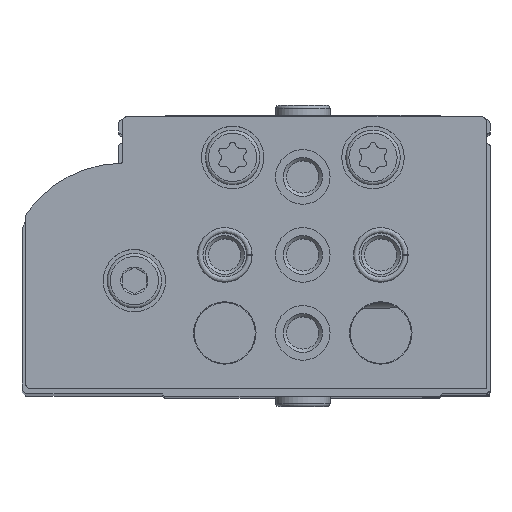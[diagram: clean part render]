
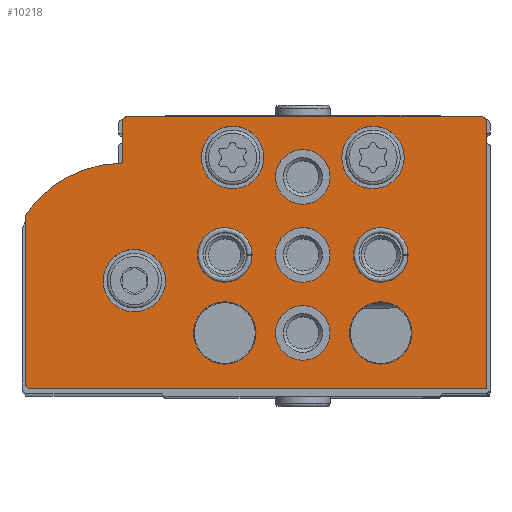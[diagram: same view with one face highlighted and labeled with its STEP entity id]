
A CAD part, top view. The second image highlights one B-rep face of the part: STEP entity #10218.
In plain terms, the highlighted face is planar.
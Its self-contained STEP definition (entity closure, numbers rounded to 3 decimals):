
#1043=LINE('',#17285,#1804);
#1045=LINE('',#17289,#1806);
#1048=LINE('',#17297,#1809);
#1053=LINE('',#17313,#1814);
#1056=LINE('',#17321,#1817);
#1804=VECTOR('',#13998,1000.);
#1806=VECTOR('',#14002,1000.);
#1809=VECTOR('',#14011,1000.);
#1814=VECTOR('',#14030,1000.);
#1817=VECTOR('',#14039,1000.);
#3906=ORIENTED_EDGE('',*,*,#5724,.T.);
#3907=ORIENTED_EDGE('',*,*,#5725,.T.);
#3908=ORIENTED_EDGE('',*,*,#5726,.T.);
#3909=ORIENTED_EDGE('',*,*,#5727,.T.);
#3910=ORIENTED_EDGE('',*,*,#5728,.T.);
#3911=ORIENTED_EDGE('',*,*,#5729,.T.);
#3912=ORIENTED_EDGE('',*,*,#5730,.T.);
#3913=ORIENTED_EDGE('',*,*,#5731,.T.);
#3914=ORIENTED_EDGE('',*,*,#5732,.T.);
#3915=ORIENTED_EDGE('',*,*,#5733,.T.);
#3916=ORIENTED_EDGE('',*,*,#5701,.F.);
#3917=ORIENTED_EDGE('',*,*,#5722,.F.);
#3918=ORIENTED_EDGE('',*,*,#5720,.F.);
#3919=ORIENTED_EDGE('',*,*,#5718,.F.);
#3920=ORIENTED_EDGE('',*,*,#5716,.T.);
#3921=ORIENTED_EDGE('',*,*,#5714,.F.);
#3922=ORIENTED_EDGE('',*,*,#5712,.F.);
#3923=ORIENTED_EDGE('',*,*,#5710,.F.);
#3924=ORIENTED_EDGE('',*,*,#5708,.F.);
#3925=ORIENTED_EDGE('',*,*,#5706,.F.);
#3926=ORIENTED_EDGE('',*,*,#5704,.F.);
#5701=EDGE_CURVE('',#6819,#6820,#7448,.T.);
#5704=EDGE_CURVE('',#6820,#6821,#1043,.T.);
#5706=EDGE_CURVE('',#6821,#6822,#1045,.T.);
#5708=EDGE_CURVE('',#6822,#6823,#7449,.T.);
#5710=EDGE_CURVE('',#6823,#6824,#1048,.T.);
#5712=EDGE_CURVE('',#6824,#6825,#7450,.T.);
#5714=EDGE_CURVE('',#6825,#6826,#7451,.T.);
#5716=EDGE_CURVE('',#6827,#6826,#7452,.T.);
#5718=EDGE_CURVE('',#6827,#6828,#1053,.T.);
#5720=EDGE_CURVE('',#6828,#6829,#7453,.T.);
#5722=EDGE_CURVE('',#6829,#6819,#1056,.T.);
#5724=EDGE_CURVE('',#6830,#6830,#7454,.T.);
#5725=EDGE_CURVE('',#6831,#6831,#7455,.T.);
#5726=EDGE_CURVE('',#6832,#6832,#7456,.T.);
#5727=EDGE_CURVE('',#6833,#6833,#7457,.T.);
#5728=EDGE_CURVE('',#6834,#6834,#7458,.T.);
#5729=EDGE_CURVE('',#6835,#6835,#7459,.T.);
#5730=EDGE_CURVE('',#6836,#6836,#7460,.T.);
#5731=EDGE_CURVE('',#6837,#6837,#7461,.T.);
#5732=EDGE_CURVE('',#6838,#6838,#7462,.T.);
#5733=EDGE_CURVE('',#6839,#6839,#7463,.T.);
#6819=VERTEX_POINT('',#17280);
#6820=VERTEX_POINT('',#17281);
#6821=VERTEX_POINT('',#17286);
#6822=VERTEX_POINT('',#17290);
#6823=VERTEX_POINT('',#17294);
#6824=VERTEX_POINT('',#17298);
#6825=VERTEX_POINT('',#17302);
#6826=VERTEX_POINT('',#17306);
#6827=VERTEX_POINT('',#17310);
#6828=VERTEX_POINT('',#17314);
#6829=VERTEX_POINT('',#17318);
#6830=VERTEX_POINT('',#17325);
#6831=VERTEX_POINT('',#17327);
#6832=VERTEX_POINT('',#17329);
#6833=VERTEX_POINT('',#17331);
#6834=VERTEX_POINT('',#17333);
#6835=VERTEX_POINT('',#17335);
#6836=VERTEX_POINT('',#17337);
#6837=VERTEX_POINT('',#17339);
#6838=VERTEX_POINT('',#17341);
#6839=VERTEX_POINT('',#17343);
#7448=CIRCLE('',#11428,0.5);
#7449=CIRCLE('',#11432,0.5);
#7450=CIRCLE('',#11435,1.);
#7451=CIRCLE('',#11437,15.);
#7452=CIRCLE('',#11439,0.3);
#7453=CIRCLE('',#11442,0.5);
#7454=CIRCLE('',#11445,4.);
#7455=CIRCLE('',#11446,4.);
#7456=CIRCLE('',#11447,4.);
#7457=CIRCLE('',#11448,3.5);
#7458=CIRCLE('',#11449,3.5);
#7459=CIRCLE('',#11450,3.5);
#7460=CIRCLE('',#11451,3.5);
#7461=CIRCLE('',#11452,3.5);
#7462=CIRCLE('',#11453,4.);
#7463=CIRCLE('',#11454,4.);
#8234=EDGE_LOOP('',(#3906));
#8235=EDGE_LOOP('',(#3907));
#8236=EDGE_LOOP('',(#3908));
#8237=EDGE_LOOP('',(#3909));
#8238=EDGE_LOOP('',(#3910));
#8239=EDGE_LOOP('',(#3911));
#8240=EDGE_LOOP('',(#3912));
#8241=EDGE_LOOP('',(#3913));
#8242=EDGE_LOOP('',(#3914));
#8243=EDGE_LOOP('',(#3915));
#8244=EDGE_LOOP('',(#3916,#3917,#3918,#3919,#3920,#3921,#3922,#3923,#3924,
#3925,#3926));
#9164=FACE_BOUND('',#8234,.T.);
#9165=FACE_BOUND('',#8235,.T.);
#9166=FACE_BOUND('',#8236,.T.);
#9167=FACE_BOUND('',#8237,.T.);
#9168=FACE_BOUND('',#8238,.T.);
#9169=FACE_BOUND('',#8239,.T.);
#9170=FACE_BOUND('',#8240,.T.);
#9171=FACE_BOUND('',#8241,.T.);
#9172=FACE_BOUND('',#8242,.T.);
#9173=FACE_BOUND('',#8243,.T.);
#9174=FACE_BOUND('',#8244,.T.);
#9723=PLANE('',#11444);
#10218=ADVANCED_FACE('',(#9164,#9165,#9166,#9167,#9168,#9169,#9170,#9171,
#9172,#9173,#9174),#9723,.F.);
#11428=AXIS2_PLACEMENT_3D('',#17279,#13992,#13993);
#11432=AXIS2_PLACEMENT_3D('',#17293,#14006,#14007);
#11435=AXIS2_PLACEMENT_3D('',#17301,#14015,#14016);
#11437=AXIS2_PLACEMENT_3D('',#17305,#14020,#14021);
#11439=AXIS2_PLACEMENT_3D('',#17309,#14025,#14026);
#11442=AXIS2_PLACEMENT_3D('',#17317,#14034,#14035);
#11444=AXIS2_PLACEMENT_3D('',#17323,#14041,#14042);
#11445=AXIS2_PLACEMENT_3D('',#17324,#14043,#14044);
#11446=AXIS2_PLACEMENT_3D('',#17326,#14045,#14046);
#11447=AXIS2_PLACEMENT_3D('',#17328,#14047,#14048);
#11448=AXIS2_PLACEMENT_3D('',#17330,#14049,#14050);
#11449=AXIS2_PLACEMENT_3D('',#17332,#14051,#14052);
#11450=AXIS2_PLACEMENT_3D('',#17334,#14053,#14054);
#11451=AXIS2_PLACEMENT_3D('',#17336,#14055,#14056);
#11452=AXIS2_PLACEMENT_3D('',#17338,#14057,#14058);
#11453=AXIS2_PLACEMENT_3D('',#17340,#14059,#14060);
#11454=AXIS2_PLACEMENT_3D('',#17342,#14061,#14062);
#13992=DIRECTION('',(0.,0.,1.));
#13993=DIRECTION('',(1.,0.,0.));
#13998=DIRECTION('',(0.,-1.,0.));
#14002=DIRECTION('',(1.,0.,0.));
#14006=DIRECTION('',(0.,0.,1.));
#14007=DIRECTION('',(1.,0.,0.));
#14011=DIRECTION('',(0.,1.,0.));
#14015=DIRECTION('',(0.,0.,1.));
#14016=DIRECTION('',(1.,0.,0.));
#14020=DIRECTION('',(0.,0.,1.));
#14021=DIRECTION('',(1.,0.,0.));
#14025=DIRECTION('',(0.,0.,1.));
#14026=DIRECTION('',(1.,0.,0.));
#14030=DIRECTION('',(0.,1.,0.));
#14034=DIRECTION('',(0.,0.,1.));
#14035=DIRECTION('',(1.,0.,0.));
#14039=DIRECTION('',(-1.,0.,0.));
#14041=DIRECTION('',(0.,0.,1.));
#14042=DIRECTION('',(1.,0.,0.));
#14043=DIRECTION('',(0.,0.,1.));
#14044=DIRECTION('',(1.,0.,0.));
#14045=DIRECTION('',(0.,0.,1.));
#14046=DIRECTION('',(1.,0.,0.));
#14047=DIRECTION('',(0.,0.,1.));
#14048=DIRECTION('',(1.,0.,0.));
#14049=DIRECTION('',(0.,0.,1.));
#14050=DIRECTION('',(1.,0.,0.));
#14051=DIRECTION('',(0.,0.,1.));
#14052=DIRECTION('',(1.,0.,0.));
#14053=DIRECTION('',(0.,0.,1.));
#14054=DIRECTION('',(1.,0.,0.));
#14055=DIRECTION('',(0.,0.,1.));
#14056=DIRECTION('',(1.,0.,0.));
#14057=DIRECTION('',(0.,0.,1.));
#14058=DIRECTION('',(1.,0.,0.));
#14059=DIRECTION('',(0.,0.,1.));
#14060=DIRECTION('',(1.,0.,0.));
#14061=DIRECTION('',(0.,0.,1.));
#14062=DIRECTION('',(1.,0.,0.));
#17279=CARTESIAN_POINT('',(0.5,34.3,0.));
#17280=CARTESIAN_POINT('',(0.5,34.8,0.));
#17281=CARTESIAN_POINT('',(0.,34.3,0.));
#17285=CARTESIAN_POINT('',(0.,34.3,0.));
#17286=CARTESIAN_POINT('',(0.,0.,0.));
#17289=CARTESIAN_POINT('',(0.,0.,0.));
#17290=CARTESIAN_POINT('',(58.5,0.,0.));
#17293=CARTESIAN_POINT('',(58.5,0.5,0.));
#17294=CARTESIAN_POINT('',(59.,0.5,0.));
#17297=CARTESIAN_POINT('',(59.,0.5,0.));
#17298=CARTESIAN_POINT('',(59.,21.976,0.));
#17301=CARTESIAN_POINT('',(58.,21.976,0.));
#17302=CARTESIAN_POINT('',(58.814,22.557,0.));
#17305=CARTESIAN_POINT('',(46.6,13.85,0.));
#17306=CARTESIAN_POINT('',(46.894,28.847,0.));
#17309=CARTESIAN_POINT('',(46.9,29.147,0.));
#17310=CARTESIAN_POINT('',(46.6,29.147,0.));
#17313=CARTESIAN_POINT('',(46.6,29.147,0.));
#17314=CARTESIAN_POINT('',(46.6,34.3,0.));
#17317=CARTESIAN_POINT('',(46.1,34.3,0.));
#17318=CARTESIAN_POINT('',(46.1,34.8,0.));
#17321=CARTESIAN_POINT('',(46.1,34.8,0.));
#17323=CARTESIAN_POINT('',(0.5,34.3,0.));
#17324=CARTESIAN_POINT('',(45.1,13.8,0.));
#17325=CARTESIAN_POINT('',(49.1,13.8,0.));
#17326=CARTESIAN_POINT('',(32.5,29.6,0.));
#17327=CARTESIAN_POINT('',(36.5,29.6,0.));
#17328=CARTESIAN_POINT('',(14.5,29.6,0.));
#17329=CARTESIAN_POINT('',(18.5,29.6,0.));
#17330=CARTESIAN_POINT('',(23.5,27.1,0.));
#17331=CARTESIAN_POINT('',(27.,27.1,0.));
#17332=CARTESIAN_POINT('',(33.5,17.1,0.));
#17333=CARTESIAN_POINT('',(37.,17.1,0.));
#17334=CARTESIAN_POINT('',(23.5,17.1,0.));
#17335=CARTESIAN_POINT('',(27.,17.1,0.));
#17336=CARTESIAN_POINT('',(13.5,17.1,0.));
#17337=CARTESIAN_POINT('',(17.,17.1,0.));
#17338=CARTESIAN_POINT('',(23.5,7.1,0.));
#17339=CARTESIAN_POINT('',(27.,7.1,0.));
#17340=CARTESIAN_POINT('',(33.5,7.1,0.));
#17341=CARTESIAN_POINT('',(37.5,7.1,0.));
#17342=CARTESIAN_POINT('',(13.5,7.1,0.));
#17343=CARTESIAN_POINT('',(17.5,7.1,0.));
